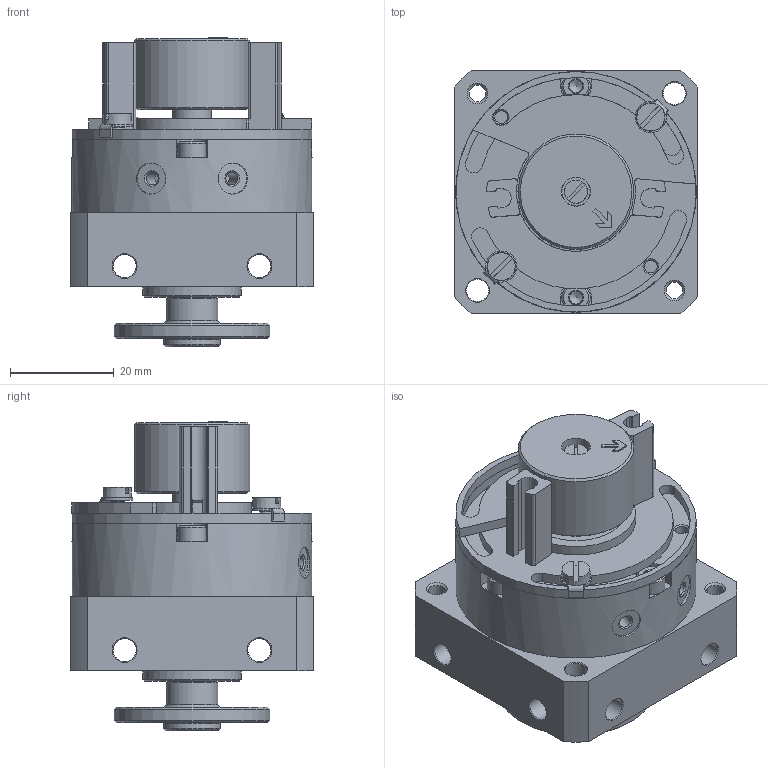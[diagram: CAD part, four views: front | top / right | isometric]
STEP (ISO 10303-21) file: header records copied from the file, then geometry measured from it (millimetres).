
FILE_DESCRIPTION(/* description */ ('STEP AP214'),/* implementation_level */ '2;1');
FILE_NAME(/* name */ '185943_DSM-10-90-P-A-FW',/* time_stamp */ '2024-08-21T17:52:14+02:00',/* author */ ('License CC BY-ND 4.0'),/* organization */ ('CADENAS'),/* preprocessor_version */ 'ST-DEVELOPER v19.3',/* originating_system */ 'PARTsolutions',/* authorisation */ ' ');
FILE_SCHEMA (('INTEGRATED_CNC_SCHEMA','AUTOMOTIVE_DESIGN {1 0 10303 214 3 1 1}'));
Length unit declared in the file: millimetre
Products named in the file (10): 185943 DSM-10-90-P-A-FW---(90); 185943 DSM-10-90-P-A-FW---(90_RZ); 185943 DSM-10-90-P-A-FW---(K); 678678 WSM-10-SME-10---(halter_rechts); 678681 WSM-10-SME-10---(halter_links); 372800 WSM-10-SME-10---(halter_magnet); Tooth lock washer DIN 6797 - J2.7; DIN-84 - M2.5x6; 380818---(scheibe); DIN-84 - M3x8
Assembly tree (11 placements, depth 2):
  185943 DSM-10-90-P-A-FW---(90)
    185943 DSM-10-90-P-A-FW---(90_RZ)
    185943 DSM-10-90-P-A-FW---(K)
    678678 WSM-10-SME-10---(halter_rechts)
    678681 WSM-10-SME-10---(halter_links)
    372800 WSM-10-SME-10---(halter_magnet)
    Tooth lock washer DIN 6797 - J2.7
    DIN-84 - M2.5x6
    380818---(scheibe)  x2
    DIN-84 - M3x8  x2
Bounding box: 47 x 47 x 59.8 mm (x, y, z)
Volume: 55897.4 mm3; surface area: 29494.7 mm2
Topology: 11 solids, 11 shells, 510 faces, 1239 edges, 769 vertices
Faces by surface type: plane 241, cylinder 158, cone 102, torus 9
Full cylindrical faces by diameter (mm): 2.013 x1, 2.459 x10, 2.5 x1, 2.7 x1, 3 x2, 3.2 x2, 3.242 x2, 3.4 x4, 4.3 x2, 4.5 x12, 5.5 x5, 5.6 x1, 5.7 x1, 6 x4, 6.2 x1, 7.6 x1, 8 x3, 10 x1, 11 x1, 19 x3, 22.3 x1, 23 x2, 30 x1, 35.264 x1, 46.4 x2
Entity records: 13824 total; most frequent: CARTESIAN_POINT 2499, DIRECTION 2415, ORIENTED_EDGE 2048, EDGE_CURVE 1024, AXIS2_PLACEMENT_3D 965, VERTEX_POINT 715, FACE_BOUND 707, EDGE_LOOP 702
